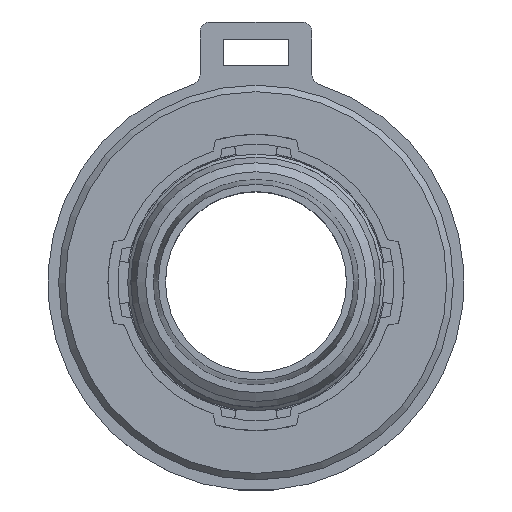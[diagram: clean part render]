
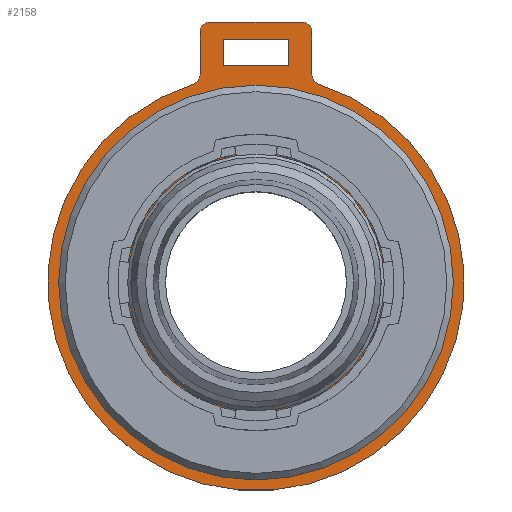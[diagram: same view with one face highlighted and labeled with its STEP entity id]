
A CAD part, top view. The second image highlights one B-rep face of the part: STEP entity #2158.
In plain terms, the highlighted planar face has unit normal (0, 0, 1).
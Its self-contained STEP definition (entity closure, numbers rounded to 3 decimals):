
#49=FACE_BOUND('',#262,.T.);
#50=FACE_BOUND('',#263,.T.);
#75=PLANE('',#2323);
#141=FACE_OUTER_BOUND('',#261,.T.);
#261=EDGE_LOOP('',(#1528,#1529,#1530,#1531,#1532,#1533,#1534,#1535));
#262=EDGE_LOOP('',(#1536,#1537,#1538,#1539));
#263=EDGE_LOOP('',(#1540));
#375=LINE('',#3256,#566);
#378=LINE('',#3268,#569);
#384=LINE('',#3283,#575);
#390=LINE('',#3305,#581);
#392=LINE('',#3309,#583);
#394=LINE('',#3313,#585);
#396=LINE('',#3316,#587);
#566=VECTOR('',#2551,10.);
#569=VECTOR('',#2562,10.);
#575=VECTOR('',#2576,10.);
#581=VECTOR('',#2598,10.);
#583=VECTOR('',#2602,10.);
#585=VECTOR('',#2606,10.);
#587=VECTOR('',#2610,10.);
#754=CIRCLE('',#2282,1.5);
#755=CIRCLE('',#2285,1.5);
#757=CIRCLE('',#2289,1.5);
#763=CIRCLE('',#2298,1.5);
#764=CIRCLE('',#2304,31.636);
#775=CIRCLE('',#2322,19.5);
#892=VERTEX_POINT('',#3246);
#893=VERTEX_POINT('',#3248);
#895=VERTEX_POINT('',#3254);
#896=VERTEX_POINT('',#3258);
#897=VERTEX_POINT('',#3259);
#900=VERTEX_POINT('',#3267);
#902=VERTEX_POINT('',#3273);
#905=VERTEX_POINT('',#3281);
#912=VERTEX_POINT('',#3302);
#913=VERTEX_POINT('',#3304);
#914=VERTEX_POINT('',#3308);
#915=VERTEX_POINT('',#3312);
#926=VERTEX_POINT('',#3349);
#1115=EDGE_CURVE('',#892,#893,#754,.T.);
#1119=EDGE_CURVE('',#892,#895,#375,.T.);
#1120=EDGE_CURVE('',#896,#897,#755,.T.);
#1124=EDGE_CURVE('',#900,#897,#378,.T.);
#1127=EDGE_CURVE('',#902,#895,#757,.T.);
#1132=EDGE_CURVE('',#902,#905,#384,.T.);
#1141=EDGE_CURVE('',#900,#905,#763,.T.);
#1143=EDGE_CURVE('',#913,#912,#390,.T.);
#1145=EDGE_CURVE('',#914,#913,#392,.T.);
#1147=EDGE_CURVE('',#915,#914,#394,.T.);
#1149=EDGE_CURVE('',#912,#915,#396,.T.);
#1150=EDGE_CURVE('',#893,#896,#764,.T.);
#1165=EDGE_CURVE('',#926,#926,#775,.F.);
#1528=ORIENTED_EDGE('',*,*,#1127,.F.);
#1529=ORIENTED_EDGE('',*,*,#1132,.T.);
#1530=ORIENTED_EDGE('',*,*,#1141,.F.);
#1531=ORIENTED_EDGE('',*,*,#1124,.T.);
#1532=ORIENTED_EDGE('',*,*,#1120,.F.);
#1533=ORIENTED_EDGE('',*,*,#1150,.F.);
#1534=ORIENTED_EDGE('',*,*,#1115,.F.);
#1535=ORIENTED_EDGE('',*,*,#1119,.T.);
#1536=ORIENTED_EDGE('',*,*,#1149,.T.);
#1537=ORIENTED_EDGE('',*,*,#1147,.T.);
#1538=ORIENTED_EDGE('',*,*,#1145,.T.);
#1539=ORIENTED_EDGE('',*,*,#1143,.T.);
#1540=ORIENTED_EDGE('',*,*,#1165,.T.);
#2158=ADVANCED_FACE('',(#141,#49,#50),#75,.F.);
#2282=AXIS2_PLACEMENT_3D('',#3249,#2544,#2545);
#2285=AXIS2_PLACEMENT_3D('',#3260,#2554,#2555);
#2289=AXIS2_PLACEMENT_3D('',#3274,#2567,#2568);
#2298=AXIS2_PLACEMENT_3D('',#3300,#2593,#2594);
#2304=AXIS2_PLACEMENT_3D('',#3318,#2613,#2614);
#2322=AXIS2_PLACEMENT_3D('',#3351,#2653,#2654);
#2323=AXIS2_PLACEMENT_3D('',#3352,#2655,#2656);
#2544=DIRECTION('center_axis',(0.,0.,1.));
#2545=DIRECTION('ref_axis',(-0.807,-0.591,0.));
#2551=DIRECTION('',(0.,1.,0.));
#2554=DIRECTION('center_axis',(0.,0.,1.));
#2555=DIRECTION('ref_axis',(0.807,-0.591,0.));
#2562=DIRECTION('',(0.,-1.,0.));
#2567=DIRECTION('center_axis',(0.,0.,-1.));
#2568=DIRECTION('ref_axis',(0.707,0.707,0.));
#2576=DIRECTION('',(-1.,0.,0.));
#2593=DIRECTION('center_axis',(0.,0.,-1.));
#2594=DIRECTION('ref_axis',(-0.707,0.707,0.));
#2598=DIRECTION('',(0.,1.,0.));
#2602=DIRECTION('',(-1.,0.,0.));
#2606=DIRECTION('',(0.,-1.,0.));
#2610=DIRECTION('',(1.,0.,0.));
#2613=DIRECTION('center_axis',(0.,0.,-1.));
#2614=DIRECTION('ref_axis',(-1.,0.,0.));
#2653=DIRECTION('center_axis',(0.,0.,1.));
#2654=DIRECTION('ref_axis',(1.,0.,0.));
#2655=DIRECTION('center_axis',(0.,0.,-1.));
#2656=DIRECTION('ref_axis',(-1.,0.,0.));
#3246=CARTESIAN_POINT('',(8.5,31.591,-11.));
#3248=CARTESIAN_POINT('',(9.547,30.161,-11.));
#3249=CARTESIAN_POINT('Origin',(10.,31.591,-11.));
#3254=CARTESIAN_POINT('',(8.5,38.1,-11.));
#3256=CARTESIAN_POINT('',(8.5,30.4,-11.));
#3258=CARTESIAN_POINT('',(-9.547,30.161,-11.));
#3259=CARTESIAN_POINT('',(-8.5,31.591,-11.));
#3260=CARTESIAN_POINT('Origin',(-10.,31.591,-11.));
#3267=CARTESIAN_POINT('',(-8.5,38.1,-11.));
#3268=CARTESIAN_POINT('',(-8.5,39.6,-11.));
#3273=CARTESIAN_POINT('',(7.,39.6,-11.));
#3274=CARTESIAN_POINT('Origin',(7.,38.1,-11.));
#3281=CARTESIAN_POINT('',(-7.,39.6,-11.));
#3283=CARTESIAN_POINT('',(8.5,39.6,-11.));
#3300=CARTESIAN_POINT('Origin',(-7.,38.1,-11.));
#3302=CARTESIAN_POINT('',(-5.,37.,-11.));
#3304=CARTESIAN_POINT('',(-5.,33.,-11.));
#3305=CARTESIAN_POINT('',(-5.,37.,-11.));
#3308=CARTESIAN_POINT('',(5.,33.,-11.));
#3309=CARTESIAN_POINT('',(-5.,33.,-11.));
#3312=CARTESIAN_POINT('',(5.,37.,-11.));
#3313=CARTESIAN_POINT('',(5.,33.,-11.));
#3316=CARTESIAN_POINT('',(5.,37.,-11.));
#3318=CARTESIAN_POINT('Origin',(0.,0.,-11.));
#3349=CARTESIAN_POINT('',(-19.5,0.,-11.));
#3351=CARTESIAN_POINT('Origin',(0.,0.,-11.));
#3352=CARTESIAN_POINT('Origin',(0.,0.,-11.));
